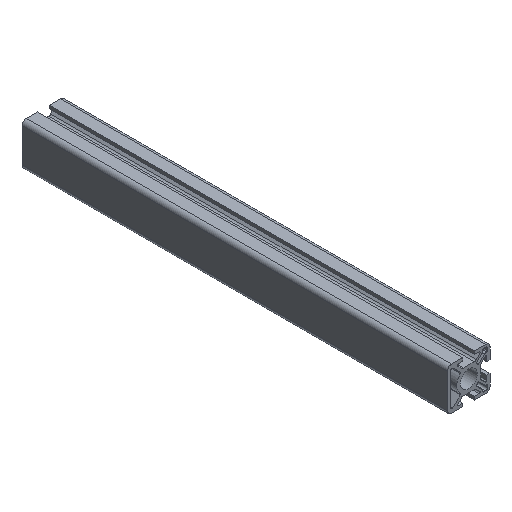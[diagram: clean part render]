
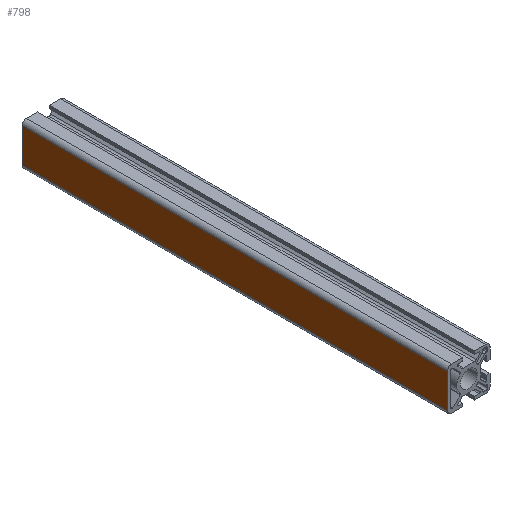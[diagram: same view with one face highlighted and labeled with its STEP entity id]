
A CAD part, isometric view. The second image highlights one B-rep face of the part: STEP entity #798.
In plain terms, the highlighted face is planar.
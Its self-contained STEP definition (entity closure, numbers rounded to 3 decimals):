
#31 = CARTESIAN_POINT ( 'NONE',  ( 15., -12., 0. ) ) ;
#32 = DIRECTION ( 'NONE',  ( 0., 0., 1. ) ) ;
#34 = DIRECTION ( 'NONE',  ( 0., 1., 0. ) ) ;
#35 = LINE ( 'NONE', #36, #272 ) ;
#36 = CARTESIAN_POINT ( 'NONE',  ( 15., 12., -300. ) ) ;
#39 = LINE ( 'NONE', #31, #284 ) ;
#206 = VECTOR ( 'NONE', #635, 1000. ) ;
#259 = VECTOR ( 'NONE', #2758, 1000. ) ;
#272 = VECTOR ( 'NONE', #32, 1000. ) ;
#284 = VECTOR ( 'NONE', #34, 1000. ) ;
#493 = AXIS2_PLACEMENT_3D ( 'NONE', #2242, #2250, #2253 ) ;
#635 = DIRECTION ( 'NONE',  ( 0., 1., 0. ) ) ;
#640 = CARTESIAN_POINT ( 'NONE',  ( 15., -12., -300. ) ) ;
#646 = LINE ( 'NONE', #640, #206 ) ;
#798 = ADVANCED_FACE ( 'PLANAR_18', ( #2249 ), #2240, .T. ) ;
#937 = EDGE_CURVE ( 'NONE', #1149, #1137, #646, .T. ) ;
#980 = EDGE_CURVE ( 'NONE', #1149, #1154, #2877, .T. ) ;
#1032 = EDGE_CURVE ( 'NONE', #1137, #1186, #35, .T. ) ;
#1033 = EDGE_CURVE ( 'NONE', #1154, #1186, #39, .T. ) ;
#1137 = VERTEX_POINT ( 'NONE', #1523 ) ;
#1149 = VERTEX_POINT ( 'NONE', #1528 ) ;
#1154 = VERTEX_POINT ( 'NONE', #2581 ) ;
#1186 = VERTEX_POINT ( 'NONE', #2433 ) ;
#1523 = CARTESIAN_POINT ( 'NONE',  ( 15., 12., -300. ) ) ;
#1528 = CARTESIAN_POINT ( 'NONE',  ( 15., -12., -300. ) ) ;
#1561 = EDGE_LOOP ( 'NONE', ( #1820, #1779, #1783, #1858 ) ) ;
#1779 = ORIENTED_EDGE ( 'NONE', *, *, #980, .F. ) ;
#1783 = ORIENTED_EDGE ( 'NONE', *, *, #937, .T. ) ;
#1820 = ORIENTED_EDGE ( 'NONE', *, *, #1033, .F. ) ;
#1858 = ORIENTED_EDGE ( 'NONE', *, *, #1032, .T. ) ;
#2240 = PLANE ( 'NONE',  #493 ) ;
#2242 = CARTESIAN_POINT ( 'NONE',  ( 15., -12., -300. ) ) ;
#2249 = FACE_OUTER_BOUND ( 'NONE', #1561, .T. ) ;
#2250 = DIRECTION ( 'NONE',  ( 1., 0., 0. ) ) ;
#2253 = DIRECTION ( 'NONE',  ( 0., 1., 0. ) ) ;
#2433 = CARTESIAN_POINT ( 'NONE',  ( 15., 12., 0. ) ) ;
#2581 = CARTESIAN_POINT ( 'NONE',  ( 15., -12., 0. ) ) ;
#2758 = DIRECTION ( 'NONE',  ( 0., 0., 1. ) ) ;
#2877 = LINE ( 'NONE', #2892, #259 ) ;
#2892 = CARTESIAN_POINT ( 'NONE',  ( 15., -12., -300. ) ) ;
